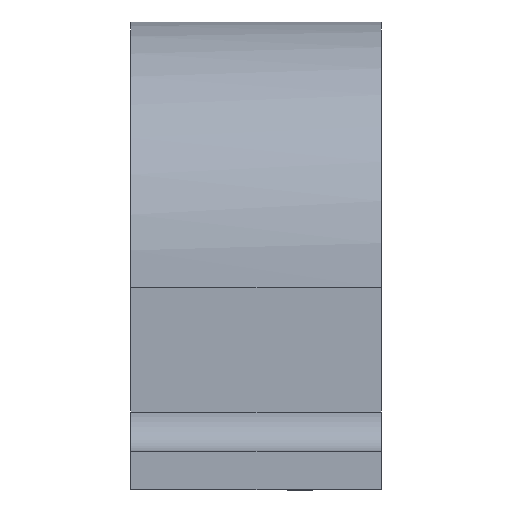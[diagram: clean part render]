
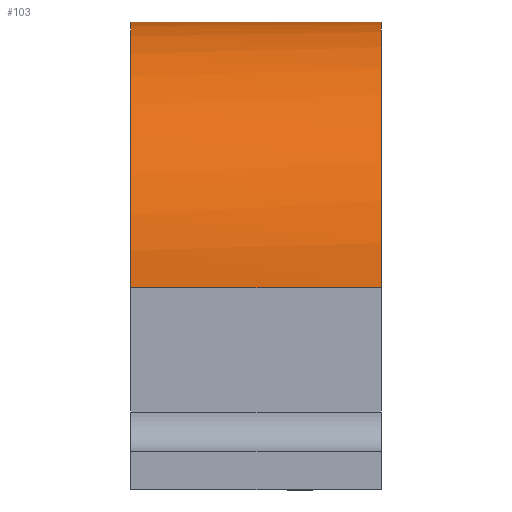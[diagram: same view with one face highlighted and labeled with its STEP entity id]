
A CAD part, left-side view. The second image highlights one B-rep face of the part: STEP entity #103.
In plain terms, the highlighted free-form (B-spline) face has degree [3, 1] with [4, 2] control points.
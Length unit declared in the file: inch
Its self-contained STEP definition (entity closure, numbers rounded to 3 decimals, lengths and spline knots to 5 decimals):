
#103=ADVANCED_FACE('',(#206),#207,.T.);
#206=FACE_OUTER_BOUND('',#393,.T.);
#207=B_SPLINE_SURFACE_WITH_KNOTS('',3,1,((#394,#395),(#396,#397),(#398,#399),(#400,#401)),.UNSPECIFIED.,.F.,.F.,.F.,(4,4),(2,2),(0.0,1.0),(0.0,1.625),.UNSPECIFIED.);
#393=EDGE_LOOP('',(#630,#631,#632,#633));
#394=CARTESIAN_POINT('',(3.10938,1.625,3.03045));
#395=CARTESIAN_POINT('',(3.10938,0.,3.03045));
#396=CARTESIAN_POINT('',(2.15921,1.625,3.03045));
#397=CARTESIAN_POINT('',(2.15921,0.,3.03045));
#398=CARTESIAN_POINT('',(1.38896,1.625,2.26019));
#399=CARTESIAN_POINT('',(1.38896,0.,2.26019));
#400=CARTESIAN_POINT('',(1.38896,1.625,1.31003));
#401=CARTESIAN_POINT('',(1.38896,0.,1.31003));
#630=ORIENTED_EDGE('',*,*,#671,.T.);
#631=ORIENTED_EDGE('',*,*,#742,.F.);
#632=ORIENTED_EDGE('',*,*,#746,.T.);
#633=ORIENTED_EDGE('',*,*,#647,.T.);
#647=EDGE_CURVE('',#756,#754,#757,.T.);
#671=EDGE_CURVE('',#754,#797,#800,.T.);
#742=EDGE_CURVE('',#899,#797,#901,.T.);
#746=EDGE_CURVE('',#899,#756,#905,.T.);
#754=VERTEX_POINT('',#913);
#756=VERTEX_POINT('',#916);
#757=LINE('',#917,#918);
#797=VERTEX_POINT('',#992);
#800=B_SPLINE_CURVE_WITH_KNOTS('',3,(#998,#999,#1000,#1001),.UNSPECIFIED.,.F.,.F.,(4,4),(-1.0,-0.0),.UNSPECIFIED.);
#899=VERTEX_POINT('',#1189);
#901=LINE('',#1194,#1195);
#905=B_SPLINE_CURVE_WITH_KNOTS('',3,(#1200,#1201,#1202,#1203),.UNSPECIFIED.,.F.,.F.,(4,4),(0.0,1.0),.UNSPECIFIED.);
#913=CARTESIAN_POINT('',(1.38896,0.,1.31003));
#916=CARTESIAN_POINT('',(1.38896,1.625,1.31003));
#917=CARTESIAN_POINT('',(1.38896,1.625,1.31003));
#918=VECTOR('',#1213,1.0);
#992=CARTESIAN_POINT('',(3.10938,0.,3.03045));
#998=CARTESIAN_POINT('',(1.38896,0.,1.31003));
#999=CARTESIAN_POINT('',(1.38896,0.,2.26019));
#1000=CARTESIAN_POINT('',(2.15921,0.,3.03045));
#1001=CARTESIAN_POINT('',(3.10938,0.,3.03045));
#1189=CARTESIAN_POINT('',(3.10938,1.625,3.03045));
#1194=CARTESIAN_POINT('',(3.10938,1.625,3.03045));
#1195=VECTOR('',#1256,1.0);
#1200=CARTESIAN_POINT('',(3.10938,1.625,3.03045));
#1201=CARTESIAN_POINT('',(2.15921,1.625,3.03045));
#1202=CARTESIAN_POINT('',(1.38896,1.625,2.26019));
#1203=CARTESIAN_POINT('',(1.38896,1.625,1.31003));
#1213=DIRECTION('',(0.0,-1.0,0.0));
#1256=DIRECTION('',(0.0,-1.0,0.0));
